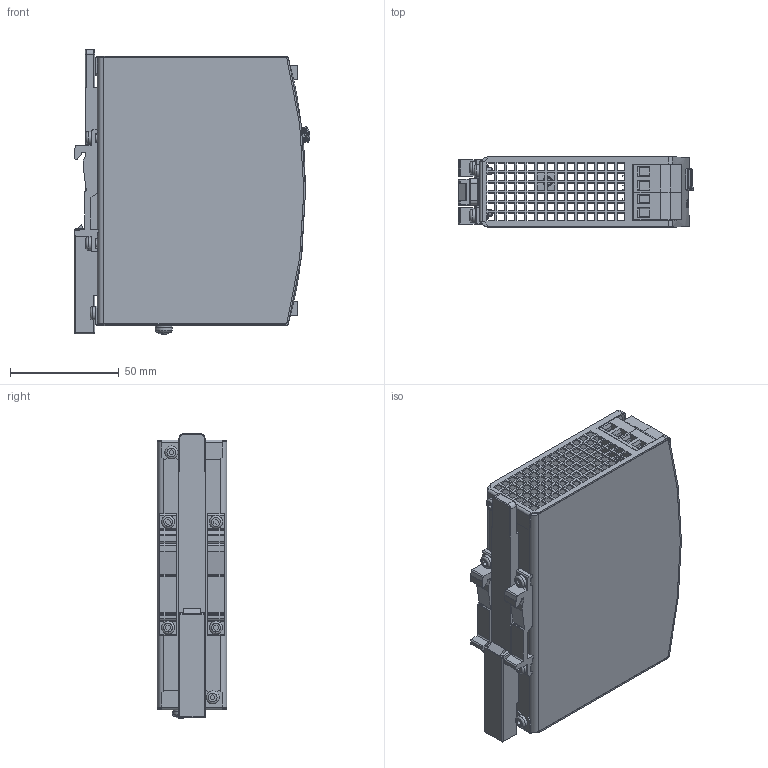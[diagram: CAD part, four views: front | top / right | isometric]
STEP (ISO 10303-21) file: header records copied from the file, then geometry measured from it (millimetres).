
FILE_DESCRIPTION(/* description */ (''),/* implementation_level */ '2;1');
FILE_NAME(/* name */ 'md3_cd5_051.stp',/* time_stamp */ '2019-09-10T07:33:58+02:00',/* author */ ('rahns'),/* organization */ (''),/* preprocessor_version */ 'ST-DEVELOPER v17',/* originating_system */ 'Autodesk Inventor 2018',/* authorisation */ '');
FILE_SCHEMA (('AUTOMOTIVE_DESIGN { 1 0 10303 214 3 1 1 }'));
Products named in the file (12): 375.06; HOUSING BODY 375.00; HOUSING COVER 375.00; MKT_LP3BK-D2; MKT_LP2BK-D2; MKT_SLIDER; MKT_POTI COVER; MKT_T HOLDER1; MKT_SCREW 3x6; MKT_WASHER 4; MKT_SCREW 4x8; MKT_LED GN
Assembly tree (18 placements, depth 2):
  375.06
    HOUSING BODY 375.00
    HOUSING COVER 375.00
    MKT_LP2BK-D2  x2
    MKT_LP3BK-D2
    MKT_SLIDER
    MKT_T HOLDER1  x2
    MKT_SCREW 3x6  x6
    MKT_POTI COVER
    MKT_WASHER 4
    MKT_SCREW 4x8
    MKT_LED GN
Bounding box: 108.15 x 32 x 130.77 mm (x, y, z)
Volume: 68525.8 mm3; surface area: 83898.8 mm2
Topology: 19 solids, 19 shells, 2345 faces, 6468 edges, 4290 vertices
Faces by surface type: plane 1619, bspline 398, cylinder 270, torus 25, cone 20, sphere 13
Full cylindrical faces by diameter (mm): 0.05 x4, 2.45 x2, 3 x6, 3.1 x4, 3.621 x1, 4 x1, 4.355 x1, 4.5 x2, 4.6 x1, 5.15 x7, 6 x6
Entity records: 81551 total; most frequent: CARTESIAN_POINT 27819, ORIENTED_EDGE 11774, DIRECTION 9400, EDGE_CURVE 5887, LINE 4174, VECTOR 4174, VERTEX_POINT 3902, AXIS2_PLACEMENT_3D 2613
